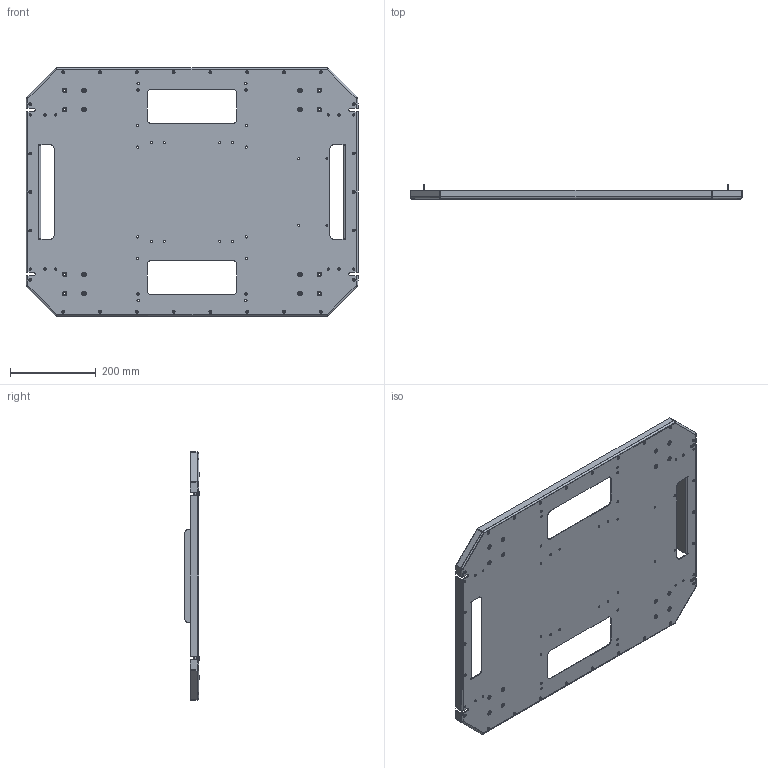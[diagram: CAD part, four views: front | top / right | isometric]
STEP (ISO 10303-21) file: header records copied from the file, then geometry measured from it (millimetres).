
FILE_DESCRIPTION (( 'STEP AP203' ), '1' );
FILE_NAME ('MMP.02.00.00.000 Base assembly.STEP', '2023-02-14T09:00:57', ( '' ), ( '' ), 'SwSTEP 2.0', 'SolidWorks 2017', '' );
FILE_SCHEMA (( 'CONFIG_CONTROL_DESIGN' ));
Length unit declared in the file: millimetre
Products named in the file (4): Ãàéêà êëåïàëüíàÿ Ì6_0,5-2,5 óì. ïîòàé, ñòàëü_ãáâ. ­  1,5 ¬¬; MMP.02.00.00.001 Base_�� 㬮�砭��; MMP.02.00.00.000 Base assembly; Ãàéêà êëåïàëüíàÿ Ì4_0,5-2 óì. ïîòàé, ñòàëü_ãáâ. ­  2 ¬¬
Assembly tree (43 placements, depth 2):
  MMP.02.00.00.000 Base assembly
    MMP.02.00.00.001 Base_�� 㬮�砭��
    Ãàéêà êëåïàëüíàÿ Ì4_0,5-2 óì. ïîòàé, ñòàëü_ãáâ. ­  2 ¬¬  x26
    Ãàéêà êëåïàëüíàÿ Ì6_0,5-2,5 óì. ïîòàé, ñòàëü_ãáâ. ­  1,5 ¬¬  x16
Bounding box: 776 x 33.16 x 580 mm (x, y, z)
Volume: 898957 mm3; surface area: 921619.3 mm2
Topology: 43 solids, 43 shells, 1472 faces, 3164 edges, 1872 vertices
Faces by surface type: cylinder 552, torus 336, cone 284, plane 284, bspline 16
Entity records: 15506 total; most frequent: CARTESIAN_POINT 3096, DIRECTION 2444, ORIENTED_EDGE 2128, EDGE_CURVE 1064, AXIS2_PLACEMENT_3D 960, VERTEX_POINT 652, EDGE_LOOP 602, VECTOR 524
